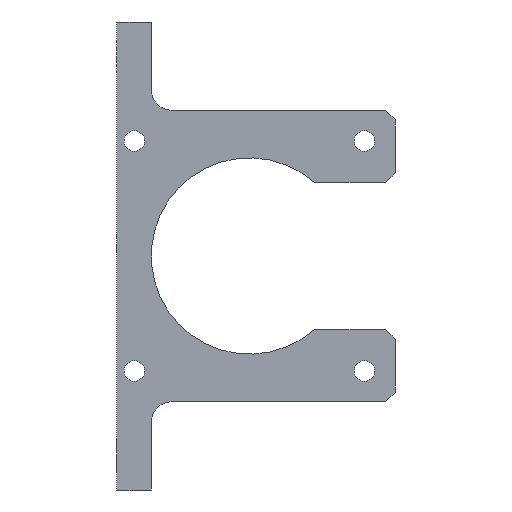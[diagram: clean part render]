
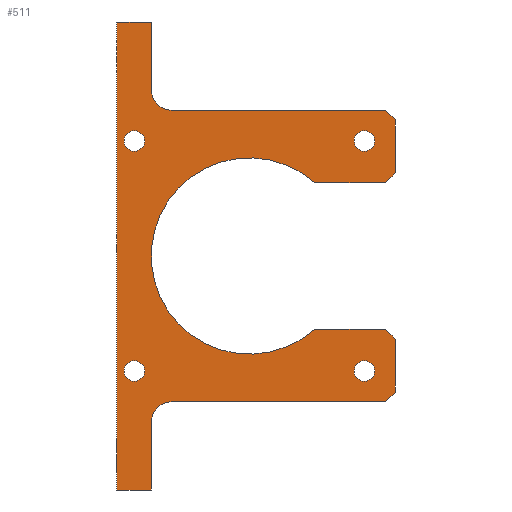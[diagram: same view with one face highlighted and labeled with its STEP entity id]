
A CAD part, front view. The second image highlights one B-rep face of the part: STEP entity #511.
In plain terms, the highlighted planar face has unit normal (0, -1, 0).
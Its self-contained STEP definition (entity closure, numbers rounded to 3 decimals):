
#15=FACE_BOUND('',#75,.T.);
#16=FACE_BOUND('',#76,.T.);
#17=FACE_BOUND('',#77,.T.);
#18=FACE_BOUND('',#78,.T.);
#29=PLANE('',#555);
#48=FACE_OUTER_BOUND('',#74,.T.);
#74=EDGE_LOOP('',(#370,#371,#372,#373,#374,#375,#376,#377,#378,#379,#380,
#381,#382,#383,#384,#385,#386,#387));
#75=EDGE_LOOP('',(#388));
#76=EDGE_LOOP('',(#389));
#77=EDGE_LOOP('',(#390));
#78=EDGE_LOOP('',(#391));
#112=LINE('',#755,#166);
#114=LINE('',#759,#168);
#117=LINE('',#765,#171);
#118=LINE('',#769,#172);
#119=LINE('',#771,#173);
#120=LINE('',#773,#174);
#121=LINE('',#775,#175);
#122=LINE('',#777,#176);
#123=LINE('',#781,#177);
#124=LINE('',#783,#178);
#125=LINE('',#785,#179);
#126=LINE('',#787,#180);
#127=LINE('',#789,#181);
#128=LINE('',#793,#182);
#129=LINE('',#794,#183);
#166=VECTOR('',#611,10.);
#168=VECTOR('',#615,10.);
#171=VECTOR('',#620,10.);
#172=VECTOR('',#623,10.);
#173=VECTOR('',#624,10.);
#174=VECTOR('',#625,10.);
#175=VECTOR('',#626,10.);
#176=VECTOR('',#627,10.);
#177=VECTOR('',#630,10.);
#178=VECTOR('',#631,10.);
#179=VECTOR('',#632,10.);
#180=VECTOR('',#633,10.);
#181=VECTOR('',#634,10.);
#182=VECTOR('',#637,10.);
#183=VECTOR('',#638,10.);
#220=CIRCLE('',#556,4.);
#221=CIRCLE('',#557,4.);
#222=CIRCLE('',#558,20.05);
#223=CIRCLE('',#559,2.1);
#224=CIRCLE('',#560,2.1);
#225=CIRCLE('',#561,2.1);
#226=CIRCLE('',#562,2.1);
#240=VERTEX_POINT('',#752);
#241=VERTEX_POINT('',#754);
#242=VERTEX_POINT('',#758);
#244=VERTEX_POINT('',#764);
#245=VERTEX_POINT('',#766);
#246=VERTEX_POINT('',#768);
#247=VERTEX_POINT('',#770);
#248=VERTEX_POINT('',#772);
#249=VERTEX_POINT('',#774);
#250=VERTEX_POINT('',#776);
#251=VERTEX_POINT('',#778);
#252=VERTEX_POINT('',#780);
#253=VERTEX_POINT('',#782);
#254=VERTEX_POINT('',#784);
#255=VERTEX_POINT('',#786);
#256=VERTEX_POINT('',#788);
#257=VERTEX_POINT('',#790);
#258=VERTEX_POINT('',#792);
#259=VERTEX_POINT('',#795);
#260=VERTEX_POINT('',#797);
#261=VERTEX_POINT('',#799);
#262=VERTEX_POINT('',#801);
#290=EDGE_CURVE('',#240,#241,#112,.T.);
#292=EDGE_CURVE('',#242,#241,#114,.T.);
#295=EDGE_CURVE('',#240,#244,#117,.T.);
#296=EDGE_CURVE('',#245,#244,#220,.T.);
#297=EDGE_CURVE('',#246,#245,#118,.T.);
#298=EDGE_CURVE('',#247,#246,#119,.T.);
#299=EDGE_CURVE('',#247,#248,#120,.T.);
#300=EDGE_CURVE('',#248,#249,#121,.T.);
#301=EDGE_CURVE('',#249,#250,#122,.T.);
#302=EDGE_CURVE('',#251,#250,#221,.T.);
#303=EDGE_CURVE('',#251,#252,#123,.T.);
#304=EDGE_CURVE('',#253,#252,#124,.T.);
#305=EDGE_CURVE('',#253,#254,#125,.T.);
#306=EDGE_CURVE('',#255,#254,#126,.T.);
#307=EDGE_CURVE('',#255,#256,#127,.T.);
#308=EDGE_CURVE('',#256,#257,#222,.T.);
#309=EDGE_CURVE('',#258,#257,#128,.T.);
#310=EDGE_CURVE('',#242,#258,#129,.T.);
#311=EDGE_CURVE('',#259,#259,#223,.T.);
#312=EDGE_CURVE('',#260,#260,#224,.T.);
#313=EDGE_CURVE('',#261,#261,#225,.T.);
#314=EDGE_CURVE('',#262,#262,#226,.T.);
#370=ORIENTED_EDGE('',*,*,#290,.F.);
#371=ORIENTED_EDGE('',*,*,#295,.T.);
#372=ORIENTED_EDGE('',*,*,#296,.F.);
#373=ORIENTED_EDGE('',*,*,#297,.F.);
#374=ORIENTED_EDGE('',*,*,#298,.F.);
#375=ORIENTED_EDGE('',*,*,#299,.T.);
#376=ORIENTED_EDGE('',*,*,#300,.T.);
#377=ORIENTED_EDGE('',*,*,#301,.T.);
#378=ORIENTED_EDGE('',*,*,#302,.F.);
#379=ORIENTED_EDGE('',*,*,#303,.T.);
#380=ORIENTED_EDGE('',*,*,#304,.F.);
#381=ORIENTED_EDGE('',*,*,#305,.T.);
#382=ORIENTED_EDGE('',*,*,#306,.F.);
#383=ORIENTED_EDGE('',*,*,#307,.T.);
#384=ORIENTED_EDGE('',*,*,#308,.T.);
#385=ORIENTED_EDGE('',*,*,#309,.F.);
#386=ORIENTED_EDGE('',*,*,#310,.F.);
#387=ORIENTED_EDGE('',*,*,#292,.T.);
#388=ORIENTED_EDGE('',*,*,#311,.F.);
#389=ORIENTED_EDGE('',*,*,#312,.F.);
#390=ORIENTED_EDGE('',*,*,#313,.F.);
#391=ORIENTED_EDGE('',*,*,#314,.F.);
#511=ADVANCED_FACE('',(#48,#15,#16,#17,#18),#29,.F.);
#555=AXIS2_PLACEMENT_3D('',#763,#618,#619);
#556=AXIS2_PLACEMENT_3D('',#767,#621,#622);
#557=AXIS2_PLACEMENT_3D('',#779,#628,#629);
#558=AXIS2_PLACEMENT_3D('',#791,#635,#636);
#559=AXIS2_PLACEMENT_3D('',#796,#639,#640);
#560=AXIS2_PLACEMENT_3D('',#798,#641,#642);
#561=AXIS2_PLACEMENT_3D('',#800,#643,#644);
#562=AXIS2_PLACEMENT_3D('',#802,#645,#646);
#611=DIRECTION('',(0.707,0.,-0.707));
#615=DIRECTION('',(0.,0.,1.));
#618=DIRECTION('center_axis',(0.,1.,0.));
#619=DIRECTION('ref_axis',(-1.,0.,0.));
#620=DIRECTION('',(-1.,0.,0.));
#621=DIRECTION('center_axis',(0.,-1.,0.));
#622=DIRECTION('ref_axis',(-0.707,0.,-0.707));
#623=DIRECTION('',(0.,0.,-1.));
#624=DIRECTION('',(1.,0.,0.));
#625=DIRECTION('',(0.,0.,-1.));
#626=DIRECTION('',(1.,0.,0.));
#627=DIRECTION('',(0.,0.,1.));
#628=DIRECTION('center_axis',(0.,-1.,0.));
#629=DIRECTION('ref_axis',(-0.707,0.,0.707));
#630=DIRECTION('',(1.,0.,0.));
#631=DIRECTION('',(-0.707,0.,-0.707));
#632=DIRECTION('',(0.,0.,1.));
#633=DIRECTION('',(0.707,0.,-0.707));
#634=DIRECTION('',(-1.,0.,0.));
#635=DIRECTION('center_axis',(0.,1.,0.));
#636=DIRECTION('ref_axis',(-1.,0.,0.));
#637=DIRECTION('',(-1.,0.,0.));
#638=DIRECTION('',(-0.707,0.,-0.707));
#639=DIRECTION('center_axis',(0.,-1.,0.));
#640=DIRECTION('ref_axis',(-1.,0.,0.));
#641=DIRECTION('center_axis',(0.,-1.,0.));
#642=DIRECTION('ref_axis',(-1.,0.,0.));
#643=DIRECTION('center_axis',(0.,-1.,0.));
#644=DIRECTION('ref_axis',(-1.,0.,0.));
#645=DIRECTION('center_axis',(0.,-1.,0.));
#646=DIRECTION('ref_axis',(-1.,0.,0.));
#752=CARTESIAN_POINT('',(27.8,-46.886,35.025));
#754=CARTESIAN_POINT('',(29.8,-46.886,33.025));
#755=CARTESIAN_POINT('',(29.138,-46.886,33.688));
#758=CARTESIAN_POINT('',(29.8,-46.886,22.225));
#759=CARTESIAN_POINT('',(29.8,-46.886,-24.575));
#763=CARTESIAN_POINT('Origin',(1.35,-46.886,5.225));
#764=CARTESIAN_POINT('',(-16.,-46.886,35.025));
#765=CARTESIAN_POINT('',(29.8,-46.886,35.025));
#766=CARTESIAN_POINT('',(-20.,-46.886,39.025));
#767=CARTESIAN_POINT('Origin',(-16.,-46.886,39.025));
#768=CARTESIAN_POINT('',(-20.,-46.886,53.025));
#769=CARTESIAN_POINT('',(-20.,-46.886,53.025));
#770=CARTESIAN_POINT('',(-27.1,-46.886,53.025));
#771=CARTESIAN_POINT('',(-30.,-46.886,53.025));
#772=CARTESIAN_POINT('',(-27.1,-46.886,-42.575));
#773=CARTESIAN_POINT('',(-27.1,-46.886,53.025));
#774=CARTESIAN_POINT('',(-20.,-46.886,-42.575));
#775=CARTESIAN_POINT('',(-30.,-46.886,-42.575));
#776=CARTESIAN_POINT('',(-20.,-46.886,-28.575));
#777=CARTESIAN_POINT('',(-20.,-46.886,-42.575));
#778=CARTESIAN_POINT('',(-16.,-46.886,-24.575));
#779=CARTESIAN_POINT('Origin',(-16.,-46.886,-28.575));
#780=CARTESIAN_POINT('',(27.8,-46.886,-24.575));
#781=CARTESIAN_POINT('',(-29.8,-46.886,-24.575));
#782=CARTESIAN_POINT('',(29.8,-46.886,-22.575));
#783=CARTESIAN_POINT('',(29.138,-46.886,-23.237));
#784=CARTESIAN_POINT('',(29.8,-46.886,-11.775));
#785=CARTESIAN_POINT('',(29.8,-46.886,-24.575));
#786=CARTESIAN_POINT('',(27.8,-46.886,-9.775));
#787=CARTESIAN_POINT('',(17.938,-46.886,0.088));
#788=CARTESIAN_POINT('',(13.304,-46.886,-9.775));
#789=CARTESIAN_POINT('',(29.8,-46.886,-9.775));
#790=CARTESIAN_POINT('',(13.304,-46.886,20.225));
#791=CARTESIAN_POINT('Origin',(0.,-46.886,5.225));
#792=CARTESIAN_POINT('',(27.8,-46.886,20.225));
#793=CARTESIAN_POINT('',(29.8,-46.886,20.225));
#794=CARTESIAN_POINT('',(17.938,-46.886,10.363));
#795=CARTESIAN_POINT('',(25.6,-46.886,-18.275));
#796=CARTESIAN_POINT('Origin',(23.5,-46.886,-18.275));
#797=CARTESIAN_POINT('',(-21.4,-46.886,-18.275));
#798=CARTESIAN_POINT('Origin',(-23.5,-46.886,-18.275));
#799=CARTESIAN_POINT('',(-21.4,-46.886,28.725));
#800=CARTESIAN_POINT('Origin',(-23.5,-46.886,28.725));
#801=CARTESIAN_POINT('',(25.6,-46.886,28.725));
#802=CARTESIAN_POINT('Origin',(23.5,-46.886,28.725));
